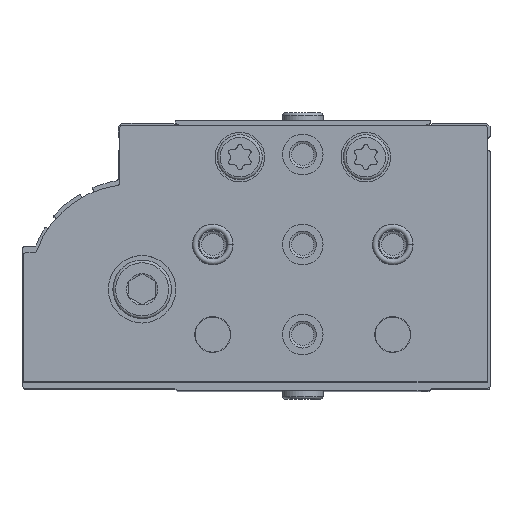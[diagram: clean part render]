
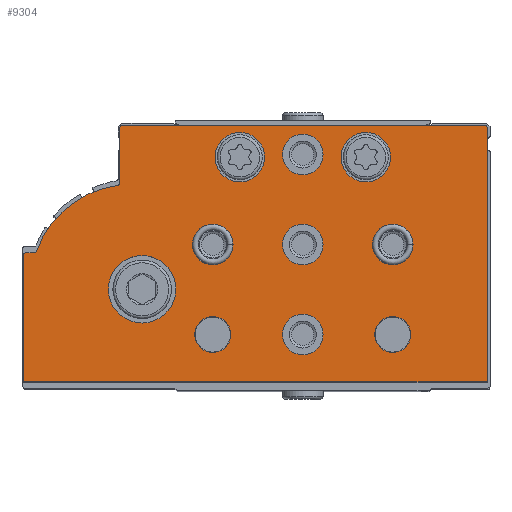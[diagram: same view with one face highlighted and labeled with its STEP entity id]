
A CAD part, top view. The second image highlights one B-rep face of the part: STEP entity #9304.
In plain terms, the highlighted face is planar.
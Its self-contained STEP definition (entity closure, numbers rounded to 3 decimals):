
#942=LINE('',#15588,#1672);
#944=LINE('',#15592,#1674);
#946=LINE('',#15596,#1676);
#949=LINE('',#15604,#1679);
#954=LINE('',#15620,#1684);
#957=LINE('',#15628,#1687);
#1672=VECTOR('',#12563,1000.);
#1674=VECTOR('',#12567,1000.);
#1676=VECTOR('',#12571,1000.);
#1679=VECTOR('',#12580,1000.);
#1684=VECTOR('',#12599,1000.);
#1687=VECTOR('',#12608,1000.);
#3584=ORIENTED_EDGE('',*,*,#5312,.T.);
#3585=ORIENTED_EDGE('',*,*,#5313,.T.);
#3586=ORIENTED_EDGE('',*,*,#5314,.T.);
#3587=ORIENTED_EDGE('',*,*,#5315,.T.);
#3588=ORIENTED_EDGE('',*,*,#5316,.T.);
#3589=ORIENTED_EDGE('',*,*,#5317,.T.);
#3590=ORIENTED_EDGE('',*,*,#5318,.T.);
#3591=ORIENTED_EDGE('',*,*,#5319,.T.);
#3592=ORIENTED_EDGE('',*,*,#5320,.T.);
#3593=ORIENTED_EDGE('',*,*,#5321,.T.);
#3594=ORIENTED_EDGE('',*,*,#5287,.F.);
#3595=ORIENTED_EDGE('',*,*,#5310,.F.);
#3596=ORIENTED_EDGE('',*,*,#5308,.F.);
#3597=ORIENTED_EDGE('',*,*,#5306,.F.);
#3598=ORIENTED_EDGE('',*,*,#5304,.T.);
#3599=ORIENTED_EDGE('',*,*,#5302,.F.);
#3600=ORIENTED_EDGE('',*,*,#5300,.T.);
#3601=ORIENTED_EDGE('',*,*,#5298,.F.);
#3602=ORIENTED_EDGE('',*,*,#5296,.F.);
#3603=ORIENTED_EDGE('',*,*,#5294,.F.);
#3604=ORIENTED_EDGE('',*,*,#5292,.F.);
#3605=ORIENTED_EDGE('',*,*,#5290,.F.);
#5287=EDGE_CURVE('',#6326,#6327,#6898,.T.);
#5290=EDGE_CURVE('',#6327,#6328,#942,.T.);
#5292=EDGE_CURVE('',#6328,#6329,#944,.T.);
#5294=EDGE_CURVE('',#6329,#6330,#946,.T.);
#5296=EDGE_CURVE('',#6330,#6331,#6899,.T.);
#5298=EDGE_CURVE('',#6331,#6332,#949,.T.);
#5300=EDGE_CURVE('',#6333,#6332,#6900,.T.);
#5302=EDGE_CURVE('',#6333,#6334,#6901,.T.);
#5304=EDGE_CURVE('',#6335,#6334,#6902,.T.);
#5306=EDGE_CURVE('',#6335,#6336,#954,.T.);
#5308=EDGE_CURVE('',#6336,#6337,#6903,.T.);
#5310=EDGE_CURVE('',#6337,#6326,#957,.T.);
#5312=EDGE_CURVE('',#6338,#6338,#6904,.T.);
#5313=EDGE_CURVE('',#6339,#6339,#6905,.T.);
#5314=EDGE_CURVE('',#6340,#6340,#6906,.T.);
#5315=EDGE_CURVE('',#6341,#6341,#6907,.T.);
#5316=EDGE_CURVE('',#6342,#6342,#6908,.T.);
#5317=EDGE_CURVE('',#6343,#6343,#6909,.T.);
#5318=EDGE_CURVE('',#6344,#6344,#6910,.T.);
#5319=EDGE_CURVE('',#6345,#6345,#6911,.T.);
#5320=EDGE_CURVE('',#6346,#6346,#6912,.T.);
#5321=EDGE_CURVE('',#6347,#6347,#6913,.T.);
#6326=VERTEX_POINT('',#15583);
#6327=VERTEX_POINT('',#15584);
#6328=VERTEX_POINT('',#15589);
#6329=VERTEX_POINT('',#15593);
#6330=VERTEX_POINT('',#15597);
#6331=VERTEX_POINT('',#15601);
#6332=VERTEX_POINT('',#15605);
#6333=VERTEX_POINT('',#15609);
#6334=VERTEX_POINT('',#15613);
#6335=VERTEX_POINT('',#15617);
#6336=VERTEX_POINT('',#15621);
#6337=VERTEX_POINT('',#15625);
#6338=VERTEX_POINT('',#15632);
#6339=VERTEX_POINT('',#15634);
#6340=VERTEX_POINT('',#15636);
#6341=VERTEX_POINT('',#15638);
#6342=VERTEX_POINT('',#15640);
#6343=VERTEX_POINT('',#15642);
#6344=VERTEX_POINT('',#15644);
#6345=VERTEX_POINT('',#15646);
#6346=VERTEX_POINT('',#15648);
#6347=VERTEX_POINT('',#15650);
#6898=CIRCLE('',#10255,0.5);
#6899=CIRCLE('',#10260,0.5);
#6900=CIRCLE('',#10263,0.5);
#6901=CIRCLE('',#10265,22.5);
#6902=CIRCLE('',#10267,0.5);
#6903=CIRCLE('',#10270,0.5);
#6904=CIRCLE('',#10273,7.5);
#6905=CIRCLE('',#10274,4.5);
#6906=CIRCLE('',#10275,5.5);
#6907=CIRCLE('',#10276,5.5);
#6908=CIRCLE('',#10277,4.5);
#6909=CIRCLE('',#10278,4.5);
#6910=CIRCLE('',#10279,4.5);
#6911=CIRCLE('',#10280,4.);
#6912=CIRCLE('',#10281,4.5);
#6913=CIRCLE('',#10282,4.);
#7564=EDGE_LOOP('',(#3584));
#7565=EDGE_LOOP('',(#3585));
#7566=EDGE_LOOP('',(#3586));
#7567=EDGE_LOOP('',(#3587));
#7568=EDGE_LOOP('',(#3588));
#7569=EDGE_LOOP('',(#3589));
#7570=EDGE_LOOP('',(#3590));
#7571=EDGE_LOOP('',(#3591));
#7572=EDGE_LOOP('',(#3592));
#7573=EDGE_LOOP('',(#3593));
#7574=EDGE_LOOP('',(#3594,#3595,#3596,#3597,#3598,#3599,#3600,#3601,#3602,
#3603,#3604,#3605));
#8354=FACE_BOUND('',#7564,.T.);
#8355=FACE_BOUND('',#7565,.T.);
#8356=FACE_BOUND('',#7566,.T.);
#8357=FACE_BOUND('',#7567,.T.);
#8358=FACE_BOUND('',#7568,.T.);
#8359=FACE_BOUND('',#7569,.T.);
#8360=FACE_BOUND('',#7570,.T.);
#8361=FACE_BOUND('',#7571,.T.);
#8362=FACE_BOUND('',#7572,.T.);
#8363=FACE_BOUND('',#7573,.T.);
#8364=FACE_BOUND('',#7574,.T.);
#8861=PLANE('',#10272);
#9304=ADVANCED_FACE('',(#8354,#8355,#8356,#8357,#8358,#8359,#8360,#8361,
#8362,#8363,#8364),#8861,.F.);
#10255=AXIS2_PLACEMENT_3D('',#15582,#12557,#12558);
#10260=AXIS2_PLACEMENT_3D('',#15600,#12575,#12576);
#10263=AXIS2_PLACEMENT_3D('',#15608,#12584,#12585);
#10265=AXIS2_PLACEMENT_3D('',#15612,#12589,#12590);
#10267=AXIS2_PLACEMENT_3D('',#15616,#12594,#12595);
#10270=AXIS2_PLACEMENT_3D('',#15624,#12603,#12604);
#10272=AXIS2_PLACEMENT_3D('',#15630,#12610,#12611);
#10273=AXIS2_PLACEMENT_3D('',#15631,#12612,#12613);
#10274=AXIS2_PLACEMENT_3D('',#15633,#12614,#12615);
#10275=AXIS2_PLACEMENT_3D('',#15635,#12616,#12617);
#10276=AXIS2_PLACEMENT_3D('',#15637,#12618,#12619);
#10277=AXIS2_PLACEMENT_3D('',#15639,#12620,#12621);
#10278=AXIS2_PLACEMENT_3D('',#15641,#12622,#12623);
#10279=AXIS2_PLACEMENT_3D('',#15643,#12624,#12625);
#10280=AXIS2_PLACEMENT_3D('',#15645,#12626,#12627);
#10281=AXIS2_PLACEMENT_3D('',#15647,#12628,#12629);
#10282=AXIS2_PLACEMENT_3D('',#15649,#12630,#12631);
#12557=DIRECTION('',(0.,0.,1.));
#12558=DIRECTION('',(1.,0.,0.));
#12563=DIRECTION('',(0.,-1.,0.));
#12567=DIRECTION('',(1.,0.,0.));
#12571=DIRECTION('',(0.,1.,0.));
#12575=DIRECTION('',(0.,0.,1.));
#12576=DIRECTION('',(1.,0.,0.));
#12580=DIRECTION('',(-1.,0.,0.));
#12584=DIRECTION('',(0.,0.,1.));
#12585=DIRECTION('',(1.,0.,0.));
#12589=DIRECTION('',(0.,0.,1.));
#12590=DIRECTION('',(1.,0.,0.));
#12594=DIRECTION('',(0.,0.,1.));
#12595=DIRECTION('',(1.,0.,0.));
#12599=DIRECTION('',(0.,1.,0.));
#12603=DIRECTION('',(0.,0.,1.));
#12604=DIRECTION('',(1.,0.,0.));
#12608=DIRECTION('',(-1.,0.,0.));
#12610=DIRECTION('',(0.,0.,1.));
#12611=DIRECTION('',(1.,0.,0.));
#12612=DIRECTION('',(0.,0.,1.));
#12613=DIRECTION('',(1.,0.,0.));
#12614=DIRECTION('',(0.,0.,1.));
#12615=DIRECTION('',(1.,0.,0.));
#12616=DIRECTION('',(0.,0.,1.));
#12617=DIRECTION('',(1.,0.,0.));
#12618=DIRECTION('',(0.,0.,1.));
#12619=DIRECTION('',(1.,0.,0.));
#12620=DIRECTION('',(0.,0.,1.));
#12621=DIRECTION('',(1.,0.,0.));
#12622=DIRECTION('',(0.,0.,1.));
#12623=DIRECTION('',(1.,0.,0.));
#12624=DIRECTION('',(0.,0.,1.));
#12625=DIRECTION('',(1.,0.,0.));
#12626=DIRECTION('',(0.,0.,1.));
#12627=DIRECTION('',(1.,0.,0.));
#12628=DIRECTION('',(0.,0.,1.));
#12629=DIRECTION('',(1.,0.,0.));
#12630=DIRECTION('',(0.,0.,1.));
#12631=DIRECTION('',(1.,0.,0.));
#15582=CARTESIAN_POINT('',(0.5,56.5,0.));
#15583=CARTESIAN_POINT('',(0.5,57.,0.));
#15584=CARTESIAN_POINT('',(0.,56.5,0.));
#15588=CARTESIAN_POINT('',(0.,56.5,0.));
#15589=CARTESIAN_POINT('',(0.,0.,0.));
#15592=CARTESIAN_POINT('',(0.,0.,0.));
#15593=CARTESIAN_POINT('',(103.,0.,0.));
#15596=CARTESIAN_POINT('',(103.,0.,0.));
#15597=CARTESIAN_POINT('',(103.,28.2,0.));
#15600=CARTESIAN_POINT('',(102.5,28.2,0.));
#15601=CARTESIAN_POINT('',(102.5,28.7,0.));
#15604=CARTESIAN_POINT('',(102.5,28.7,0.));
#15605=CARTESIAN_POINT('',(100.637,28.7,0.));
#15608=CARTESIAN_POINT('',(100.637,29.2,0.));
#15609=CARTESIAN_POINT('',(100.167,29.03,0.));
#15612=CARTESIAN_POINT('',(79.,21.4,0.));
#15613=CARTESIAN_POINT('',(82.033,43.695,0.));
#15616=CARTESIAN_POINT('',(82.1,44.19,0.));
#15617=CARTESIAN_POINT('',(81.6,44.19,0.));
#15620=CARTESIAN_POINT('',(81.6,44.19,0.));
#15621=CARTESIAN_POINT('',(81.6,56.5,0.));
#15624=CARTESIAN_POINT('',(81.1,56.5,0.));
#15625=CARTESIAN_POINT('',(81.1,57.,0.));
#15628=CARTESIAN_POINT('',(81.1,57.,0.));
#15630=CARTESIAN_POINT('',(0.5,56.5,0.));
#15631=CARTESIAN_POINT('',(76.65,20.6,0.));
#15632=CARTESIAN_POINT('',(84.15,20.6,0.));
#15633=CARTESIAN_POINT('',(40.95,50.55,0.));
#15634=CARTESIAN_POINT('',(45.45,50.55,0.));
#15635=CARTESIAN_POINT('',(54.95,49.95,0.));
#15636=CARTESIAN_POINT('',(60.45,49.95,0.));
#15637=CARTESIAN_POINT('',(26.95,49.95,0.));
#15638=CARTESIAN_POINT('',(32.45,49.95,0.));
#15639=CARTESIAN_POINT('',(60.95,30.55,0.));
#15640=CARTESIAN_POINT('',(65.45,30.55,0.));
#15641=CARTESIAN_POINT('',(40.95,30.55,0.));
#15642=CARTESIAN_POINT('',(45.45,30.55,0.));
#15643=CARTESIAN_POINT('',(20.95,30.55,0.));
#15644=CARTESIAN_POINT('',(25.45,30.55,0.));
#15645=CARTESIAN_POINT('',(60.95,10.55,0.));
#15646=CARTESIAN_POINT('',(64.95,10.55,0.));
#15647=CARTESIAN_POINT('',(40.95,10.55,0.));
#15648=CARTESIAN_POINT('',(45.45,10.55,0.));
#15649=CARTESIAN_POINT('',(20.95,10.55,0.));
#15650=CARTESIAN_POINT('',(24.95,10.55,0.));
